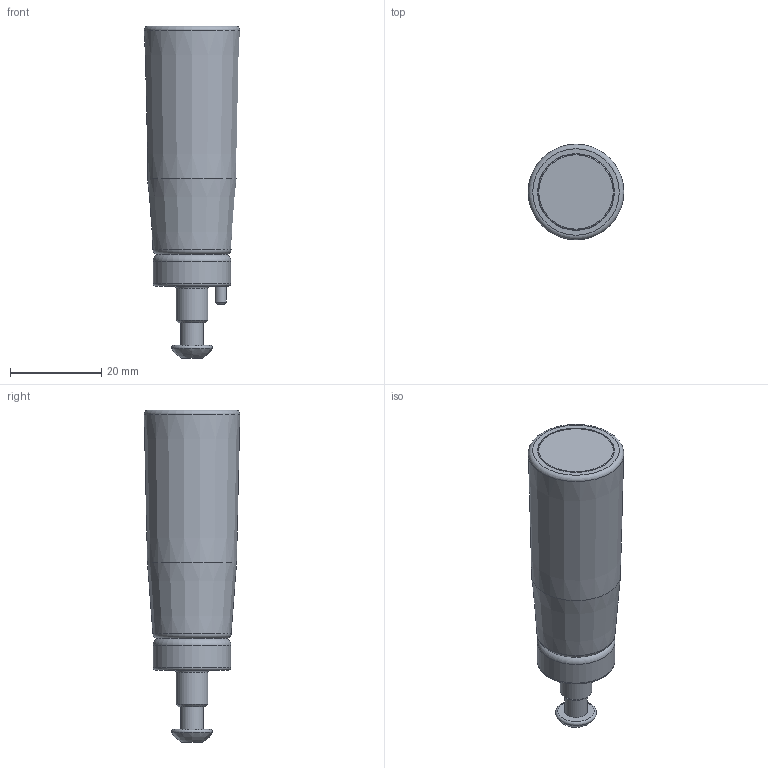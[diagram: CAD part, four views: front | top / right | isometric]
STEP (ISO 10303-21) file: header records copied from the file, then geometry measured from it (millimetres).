
FILE_DESCRIPTION( ( 'Unknown' ), '1' );
FILE_NAME( '6385010_MRS21x50.stp', 'Unknown', ( 'Unknown' ), ( 'Unknown' ), 'PSStep 11.0', 'Unknown', ' ' );
FILE_SCHEMA( ( 'AUTOMOTIVE_DESIGN { 1 0 10303 214 1 1 1 1 }' ) );
Length unit declared in the file: millimetre
Products named in the file (1): 1833321
Bounding box: 20.95 x 20.95 x 72.75 mm (x, y, z)
Volume: 15321.1 mm3; surface area: 10570.4 mm2
Topology: 1 solids, 6 shells, 96 faces, 214 edges, 137 vertices
Faces by surface type: plane 44, cylinder 22, cone 15, torus 11, bspline 4
Full cylindrical faces by diameter (mm): 2.5 x1, 3 x2, 3.2 x1, 4.134 x2, 5 x1, 7 x1, 8 x2, 8.3 x1, 11 x1, 11.5 x2, 12.5 x1, 12.8 x1, 12.85 x1, 16.7 x1, 16.8 x1, 17 x1
Entity records: 4501 total; most frequent: CARTESIAN_POINT 1904, DIRECTION 382, ORIENTED_EDGE 288, AXIS2_PLACEMENT_3D 167, EDGE_LOOP 161, EDGE_CURVE 144, FACE_OUTER_BOUND 126, VERTEX_POINT 114
